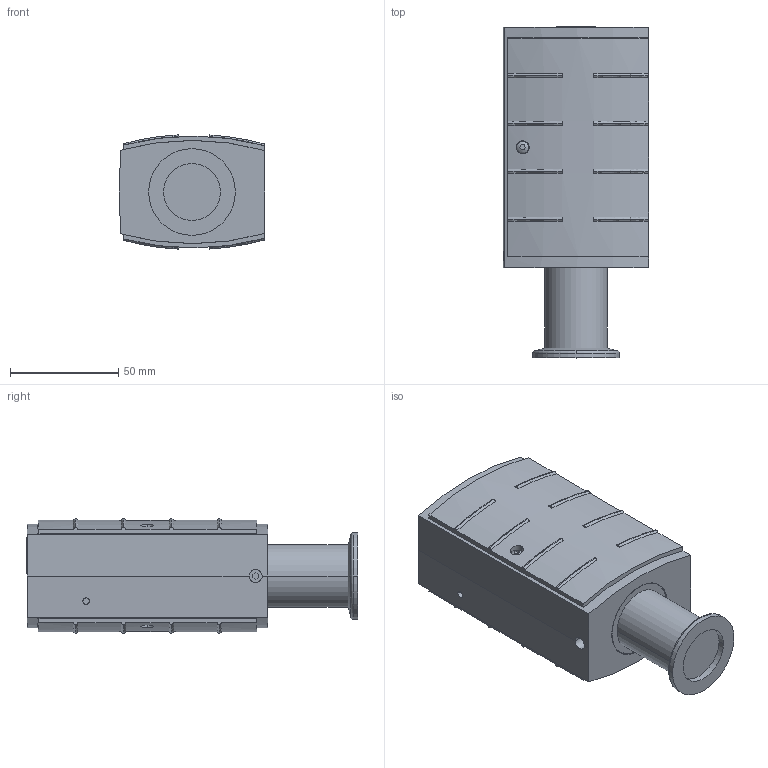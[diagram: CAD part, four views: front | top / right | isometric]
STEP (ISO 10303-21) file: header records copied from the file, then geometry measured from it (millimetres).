
FILE_DESCRIPTION((''),'2;1');
FILE_NAME('IGG27000.stp','2003-07-23T18:17:37',('GELH'),(''),'Autodesk Inventor (R) 6.0','Autodesk Inventor (R) 6.0','');
FILE_SCHEMA(('AUTOMOTIVE_DESIGN { 1 0 10303 214 1 1 1 1 }'));
Length unit declared in the file: millimetre
Products named in the file (1): IGG27000
Bounding box: 67 x 153.1 x 52.72 mm (x, y, z)
Volume: 124288.4 mm3; surface area: 82817.8 mm2
Topology: 1 solids, 1 shells, 629 faces, 1723 edges, 1129 vertices
Faces by surface type: plane 396, cylinder 171, torus 40, cone 10, bspline 10, sphere 2
Entity records: 21676 total; most frequent: CARTESIAN_POINT 5359, ORIENTED_EDGE 3442, DIRECTION 3393, EDGE_CURVE 1721, AXIS2_PLACEMENT_3D 1137, VERTEX_POINT 1129, VECTOR 1119, LINE 1119
